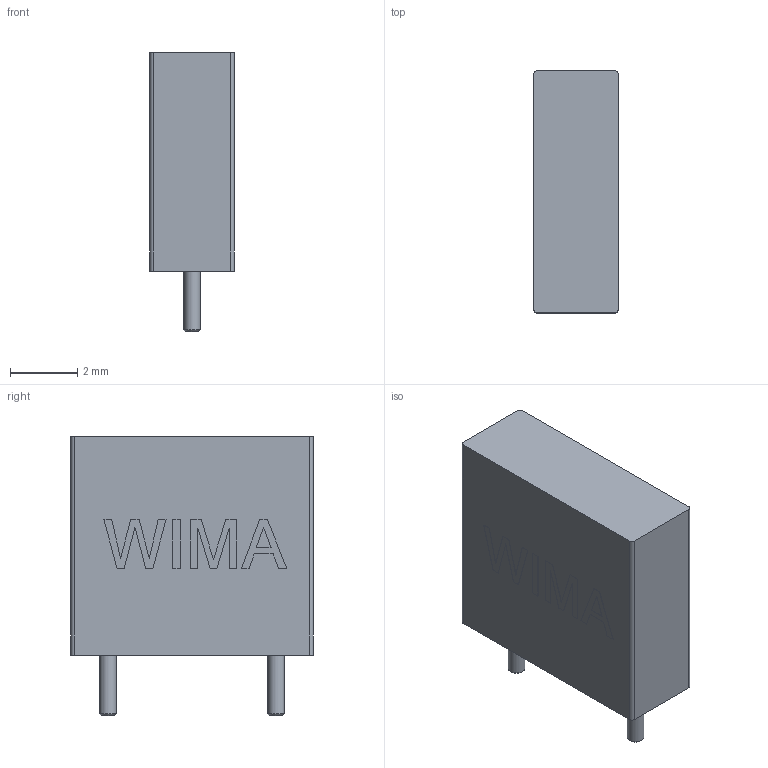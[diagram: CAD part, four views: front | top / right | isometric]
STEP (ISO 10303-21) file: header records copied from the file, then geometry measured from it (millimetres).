
FILE_DESCRIPTION(/* description */ ('Alibre Inc.'),/* implementation_level */ '2;1');
FILE_NAME(/* name */ 'export0',/* time_stamp */ '2012-09-30T20:22:09+03:00',/* author */ (''),/* organization */ (''),/* preprocessor_version */ 'ST-DEVELOPER v14',/* originating_system */ 'Alibre',/* authorisation */ '');
FILE_SCHEMA (('AUTOMOTIVE_DESIGN'));
Length unit declared in the file: centimetre
Bounding box: 2.52 x 7.2 x 8.3 mm (x, y, z)
Volume: 117.7 mm3; surface area: 167.2 mm2
Topology: 1 solids, 1 shells, 108 faces, 280 edges, 186 vertices
Faces by surface type: plane 100, cylinder 6, cone 2
Full cylindrical faces by diameter (mm): 0.5 x2
Entity records: 3161 total; most frequent: CARTESIAN_POINT 568, ORIENTED_EDGE 552, DIRECTION 404, EDGE_CURVE 276, VECTOR 262, LINE 262, VERTEX_POINT 186, EDGE_LOOP 124
